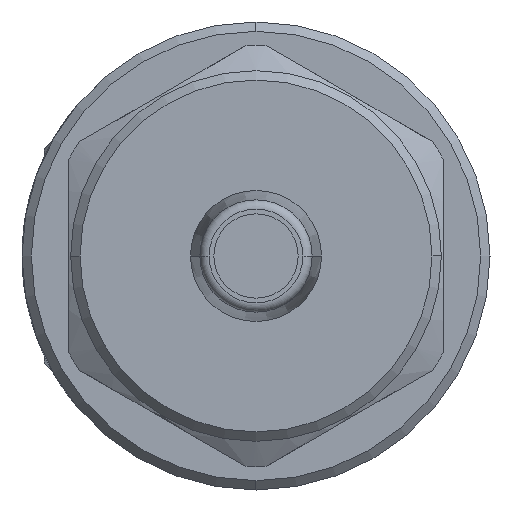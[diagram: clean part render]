
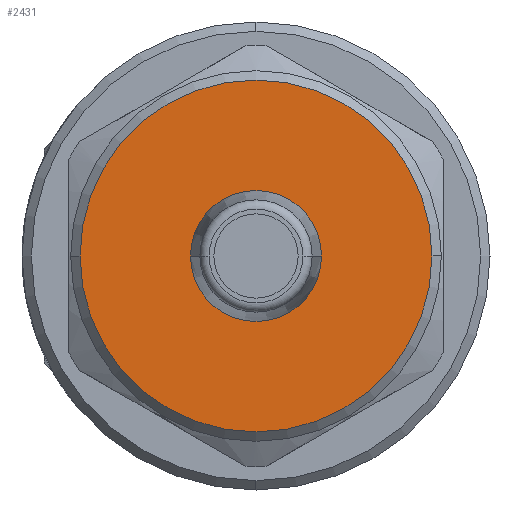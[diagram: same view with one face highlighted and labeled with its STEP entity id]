
A CAD part, left-side view. The second image highlights one B-rep face of the part: STEP entity #2431.
In plain terms, the highlighted planar face has unit normal (-1, 0, 0).
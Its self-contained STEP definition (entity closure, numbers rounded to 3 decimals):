
#295 = CARTESIAN_POINT ( 'NONE',  ( -52.5, -9.4, 0. ) ) ;
#296 = CARTESIAN_POINT ( 'NONE',  ( -52.5, 9.4, 0. ) ) ;
#299 = CARTESIAN_POINT ( 'NONE',  ( -52.5, 3.5, 0. ) ) ;
#300 = CARTESIAN_POINT ( 'NONE',  ( -52.5, -3.5, 0. ) ) ;
#415 = AXIS2_PLACEMENT_3D ( 'NONE', #3127, #3128, #3129 ) ;
#417 = AXIS2_PLACEMENT_3D ( 'NONE', #3124, #3125, #3126 ) ;
#419 = CIRCLE ( 'NONE', #415, 3.5 ) ;
#429 = CIRCLE ( 'NONE', #417, 9.4 ) ;
#460 = AXIS2_PLACEMENT_3D ( 'NONE', #1896, #1897, #1898 ) ;
#546 = CIRCLE ( 'NONE', #460, 9.4 ) ;
#644 = CIRCLE ( 'NONE', #650, 3.5 ) ;
#650 = AXIS2_PLACEMENT_3D ( 'NONE', #3247, #3248, #3249 ) ;
#1202 = VERTEX_POINT ( 'NONE', #300 ) ;
#1203 = VERTEX_POINT ( 'NONE', #299 ) ;
#1206 = VERTEX_POINT ( 'NONE', #296 ) ;
#1207 = VERTEX_POINT ( 'NONE', #295 ) ;
#1328 = EDGE_LOOP ( 'NONE', ( #2525, #2521 ) ) ;
#1404 = EDGE_LOOP ( 'NONE', ( #2526, #2537 ) ) ;
#1896 = CARTESIAN_POINT ( 'NONE',  ( -52.5, 0., 0. ) ) ;
#1897 = DIRECTION ( 'NONE',  ( -1., 0., 0. ) ) ;
#1898 = DIRECTION ( 'NONE',  ( 0., -1., 0. ) ) ;
#2236 = EDGE_CURVE ( 'NONE', #1206, #1207, #429, .T. ) ;
#2237 = EDGE_CURVE ( 'NONE', #1202, #1203, #419, .T. ) ;
#2283 = EDGE_CURVE ( 'NONE', #1203, #1202, #644, .T. ) ;
#2360 = EDGE_CURVE ( 'NONE', #1207, #1206, #546, .T. ) ;
#2431 = ADVANCED_FACE ( 'NONE', ( #2591, #2592 ), #2742, .T. ) ;
#2521 = ORIENTED_EDGE ( 'NONE', *, *, #2283, .F. ) ;
#2525 = ORIENTED_EDGE ( 'NONE', *, *, #2237, .F. ) ;
#2526 = ORIENTED_EDGE ( 'NONE', *, *, #2236, .T. ) ;
#2537 = ORIENTED_EDGE ( 'NONE', *, *, #2360, .T. ) ;
#2591 = FACE_OUTER_BOUND ( 'NONE', #1404, .T. ) ;
#2592 = FACE_BOUND ( 'NONE', #1328, .T. ) ;
#2742 = PLANE ( 'NONE',  #3419 ) ;
#2743 = CARTESIAN_POINT ( 'NONE',  ( -52.5, 0., 3.5 ) ) ;
#2744 = DIRECTION ( 'NONE',  ( -1., 0., 0. ) ) ;
#2745 = DIRECTION ( 'NONE',  ( 0., -1., 0. ) ) ;
#3124 = CARTESIAN_POINT ( 'NONE',  ( -52.5, 0., 0. ) ) ;
#3125 = DIRECTION ( 'NONE',  ( -1., 0., 0. ) ) ;
#3126 = DIRECTION ( 'NONE',  ( 0., -1., 0. ) ) ;
#3127 = CARTESIAN_POINT ( 'NONE',  ( -52.5, 0., 0. ) ) ;
#3128 = DIRECTION ( 'NONE',  ( -1., 0., 0. ) ) ;
#3129 = DIRECTION ( 'NONE',  ( 0., -1., 0. ) ) ;
#3247 = CARTESIAN_POINT ( 'NONE',  ( -52.5, 0., 0. ) ) ;
#3248 = DIRECTION ( 'NONE',  ( -1., 0., 0. ) ) ;
#3249 = DIRECTION ( 'NONE',  ( 0., -1., 0. ) ) ;
#3419 = AXIS2_PLACEMENT_3D ( 'NONE', #2743, #2744, #2745 ) ;
